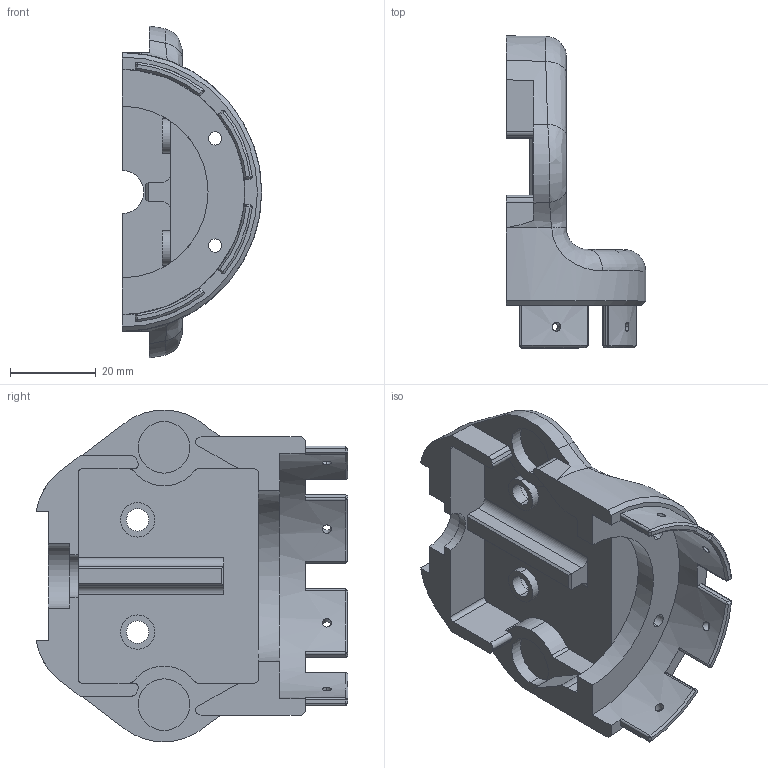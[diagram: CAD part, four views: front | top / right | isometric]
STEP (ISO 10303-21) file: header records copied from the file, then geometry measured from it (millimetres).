
FILE_DESCRIPTION (( 'STEP AP214' ), '1' );
FILE_NAME ('俋褲.STEP', '2026-01-13T08:04:11', ( '' ), ( '' ), 'SwSTEP 2.0', 'SolidWorks 2025', '' );
FILE_SCHEMA (( 'AUTOMOTIVE_DESIGN' ));
Length unit declared in the file: millimetre
Products named in the file (1): 外壳
Bounding box: 32.5 x 72.71 x 77.4 mm (x, y, z)
Volume: 27397.6 mm3; surface area: 16174.2 mm2
Topology: 1 solids, 1 shells, 398 faces, 1086 edges, 688 vertices
Faces by surface type: bspline 142, cylinder 116, plane 111, cone 28, torus 1
Entity records: 21552 total; most frequent: CARTESIAN_POINT 8028, ORIENTED_EDGE 2134, DIRECTION 1513, EDGE_CURVE 1067, VERTEX_POINT 688, AXIS2_PLACEMENT_3D 507, LINE 499, VECTOR 499
